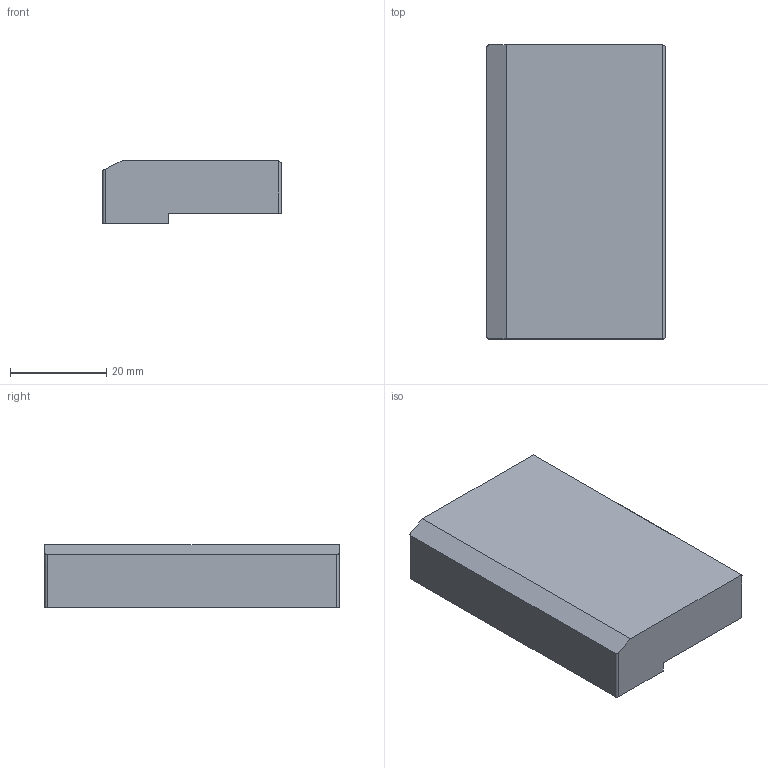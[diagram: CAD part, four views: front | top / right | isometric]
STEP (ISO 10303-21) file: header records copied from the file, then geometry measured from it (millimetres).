
FILE_DESCRIPTION(/* description */ (''),/* implementation_level */ '2;1');
FILE_NAME(/* name */ 'EZDIY-FAB 24pin adapter cover.step',/* time_stamp */ '2025-08-30T10:52:35+01:00',/* author */ (''),/* organization */ (''),/* preprocessor_version */ 'ST-DEVELOPER v20.1',/* originating_system */ 'Autodesk Translation Framework v14.10.0.0',/* authorisation */ '');
FILE_SCHEMA (('AUTOMOTIVE_DESIGN { 1 0 10303 214 3 1 1 }'));
Length unit declared in the file: millimetre
Products named in the file (1): EZDIY-FAB 24pin adapter cover
Bounding box: 37 x 61 x 13 mm (x, y, z)
Volume: 11861.9 mm3; surface area: 8156.9 mm2
Topology: 1 solids, 1 shells, 40 faces, 100 edges, 66 vertices
Faces by surface type: plane 28, cylinder 12
Full cylindrical faces by diameter (mm): 1.3 x4
Entity records: 1225 total; most frequent: CARTESIAN_POINT 207, DIRECTION 206, ORIENTED_EDGE 200, EDGE_CURVE 100, LINE 76, VECTOR 76, VERTEX_POINT 66, AXIS2_PLACEMENT_3D 65
